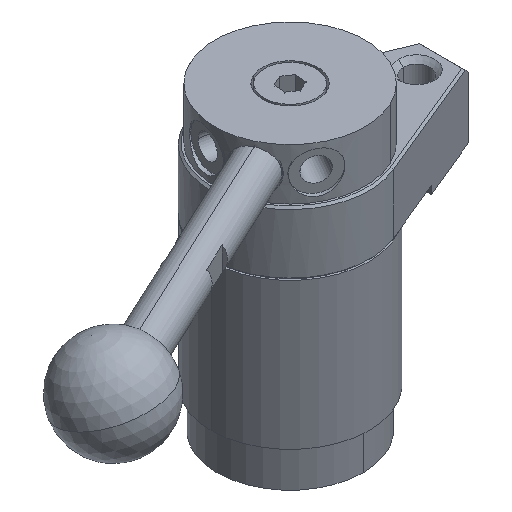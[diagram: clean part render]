
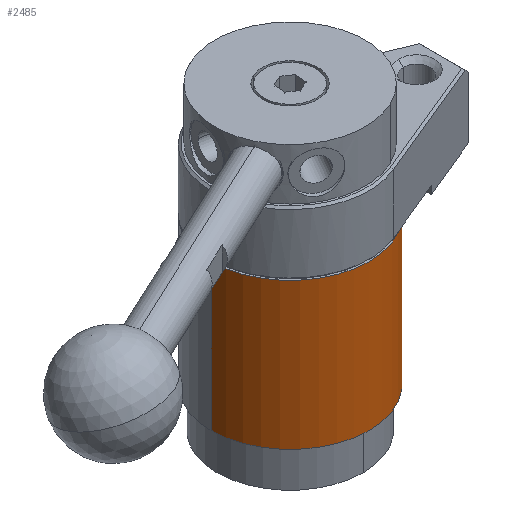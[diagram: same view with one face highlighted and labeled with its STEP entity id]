
A CAD part, isometric view. The second image highlights one B-rep face of the part: STEP entity #2485.
In plain terms, the highlighted cylindrical face has radius 20 mm (diameter 40 mm), a partial arc.
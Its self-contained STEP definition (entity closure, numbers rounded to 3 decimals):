
#24 = DIRECTION ( 'NONE',  ( 0., 0., 1. ) ) ;
#75 = VERTEX_POINT ( 'NONE', #2520 ) ;
#92 = ORIENTED_EDGE ( 'NONE', *, *, #2918, .F. ) ;
#134 = DIRECTION ( 'NONE',  ( 0., 0., 1. ) ) ;
#218 = AXIS2_PLACEMENT_3D ( 'NONE', #1740, #134, #1993 ) ;
#389 = ORIENTED_EDGE ( 'NONE', *, *, #3654, .T. ) ;
#580 = CARTESIAN_POINT ( 'NONE',  ( -20., 0., 37. ) ) ;
#935 = CARTESIAN_POINT ( 'NONE',  ( 0., 0., 0. ) ) ;
#965 = CARTESIAN_POINT ( 'NONE',  ( 20., 0., 37. ) ) ;
#994 = VERTEX_POINT ( 'NONE', #580 ) ;
#1431 = VERTEX_POINT ( 'NONE', #2541 ) ;
#1455 = DIRECTION ( 'NONE',  ( 0., 0., 1. ) ) ;
#1739 = VECTOR ( 'NONE', #1455, 1000. ) ;
#1740 = CARTESIAN_POINT ( 'NONE',  ( 0., 0., 37. ) ) ;
#1861 = EDGE_CURVE ( 'NONE', #1431, #3514, #2578, .T. ) ;
#1993 = DIRECTION ( 'NONE',  ( 1., 0., 0. ) ) ;
#2007 = AXIS2_PLACEMENT_3D ( 'NONE', #2826, #4044, #3744 ) ;
#2283 = CIRCLE ( 'NONE', #3804, 20. ) ;
#2485 = ADVANCED_FACE ( 'NONE', ( #3889 ), #3582, .T. ) ;
#2515 = DIRECTION ( 'NONE',  ( 0., 0., 1. ) ) ;
#2520 = CARTESIAN_POINT ( 'NONE',  ( -20., 0., 0. ) ) ;
#2541 = CARTESIAN_POINT ( 'NONE',  ( 20., 0., 0. ) ) ;
#2578 = LINE ( 'NONE', #965, #3135 ) ;
#2711 = LINE ( 'NONE', #3968, #1739 ) ;
#2826 = CARTESIAN_POINT ( 'NONE',  ( 0., 0., 37. ) ) ;
#2834 = ORIENTED_EDGE ( 'NONE', *, *, #3234, .F. ) ;
#2918 = EDGE_CURVE ( 'NONE', #994, #3514, #3737, .T. ) ;
#2930 = DIRECTION ( 'NONE',  ( 1., 0., 0. ) ) ;
#3135 = VECTOR ( 'NONE', #2515, 1000. ) ;
#3234 = EDGE_CURVE ( 'NONE', #75, #994, #2711, .T. ) ;
#3381 = CARTESIAN_POINT ( 'NONE',  ( 20., 0., 37. ) ) ;
#3514 = VERTEX_POINT ( 'NONE', #3381 ) ;
#3582 = CYLINDRICAL_SURFACE ( 'NONE', #218, 20. ) ;
#3654 = EDGE_CURVE ( 'NONE', #75, #1431, #2283, .T. ) ;
#3737 = CIRCLE ( 'NONE', #2007, 20. ) ;
#3744 = DIRECTION ( 'NONE',  ( 1., 0., 0. ) ) ;
#3804 = AXIS2_PLACEMENT_3D ( 'NONE', #935, #24, #2930 ) ;
#3889 = FACE_OUTER_BOUND ( 'NONE', #4082, .T. ) ;
#3968 = CARTESIAN_POINT ( 'NONE',  ( -20., 0., 37. ) ) ;
#4022 = ORIENTED_EDGE ( 'NONE', *, *, #1861, .T. ) ;
#4044 = DIRECTION ( 'NONE',  ( 0., 0., 1. ) ) ;
#4082 = EDGE_LOOP ( 'NONE', ( #2834, #389, #4022, #92 ) ) ;
